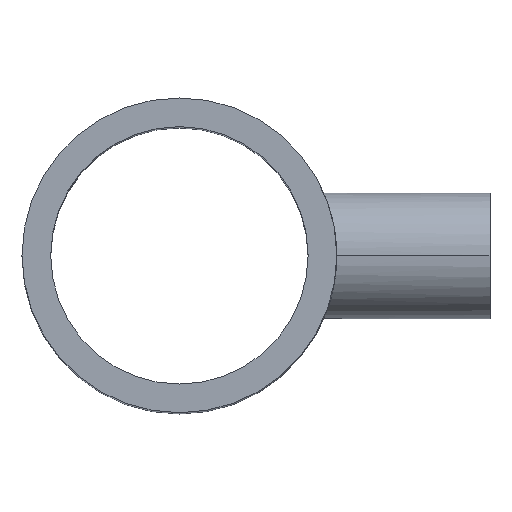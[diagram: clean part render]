
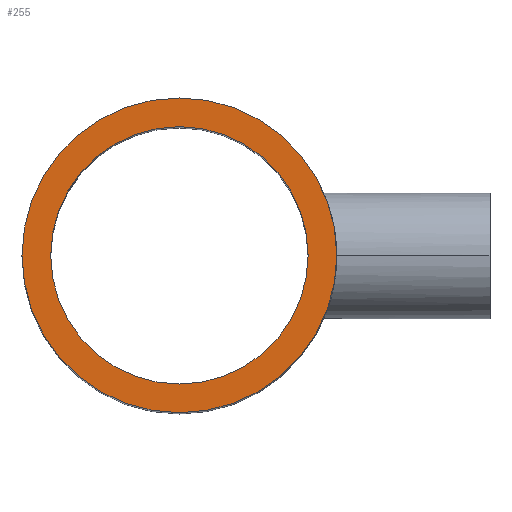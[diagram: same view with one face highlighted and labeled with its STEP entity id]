
A CAD part, top view. The second image highlights one B-rep face of the part: STEP entity #255.
In plain terms, the highlighted planar face has unit normal (0, 0, 1).
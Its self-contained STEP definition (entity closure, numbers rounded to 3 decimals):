
#23 = DIRECTION ( 'NONE',  ( 1., 0., 0. ) ) ;
#27 = DIRECTION ( 'NONE',  ( 1., 0., 0. ) ) ;
#80 = CARTESIAN_POINT ( 'NONE',  ( 0., 0., 263.5 ) ) ;
#83 = DIRECTION ( 'NONE',  ( 0., 0., 1. ) ) ;
#85 = DIRECTION ( 'NONE',  ( 0., 0., 1. ) ) ;
#109 = CARTESIAN_POINT ( 'NONE',  ( 0., 0., 263.5 ) ) ;
#122 = AXIS2_PLACEMENT_3D ( 'NONE', #109, #414, #160 ) ;
#137 = FACE_OUTER_BOUND ( 'NONE', #375, .T. ) ;
#150 = EDGE_LOOP ( 'NONE', ( #331, #667 ) ) ;
#152 = VERTEX_POINT ( 'NONE', #507 ) ;
#160 = DIRECTION ( 'NONE',  ( 1., 0., 0. ) ) ;
#183 = CARTESIAN_POINT ( 'NONE',  ( 112.5, 0., 263.5 ) ) ;
#184 = AXIS2_PLACEMENT_3D ( 'NONE', #444, #83, #647 ) ;
#199 = VERTEX_POINT ( 'NONE', #183 ) ;
#213 = AXIS2_PLACEMENT_3D ( 'NONE', #80, #594, #330 ) ;
#222 = PLANE ( 'NONE',  #306 ) ;
#234 = CARTESIAN_POINT ( 'NONE',  ( 0., 0., 263.5 ) ) ;
#249 = EDGE_CURVE ( 'NONE', #152, #624, #457, .T. ) ;
#255 = ADVANCED_FACE ( 'NONE', ( #137, #344 ), #222, .T. ) ;
#271 = CIRCLE ( 'NONE', #471, 112.5 ) ;
#286 = EDGE_CURVE ( 'NONE', #199, #616, #363, .T. ) ;
#305 = EDGE_CURVE ( 'NONE', #624, #152, #642, .T. ) ;
#306 = AXIS2_PLACEMENT_3D ( 'NONE', #234, #85, #23 ) ;
#330 = DIRECTION ( 'NONE',  ( 1., 0., 0. ) ) ;
#331 = ORIENTED_EDGE ( 'NONE', *, *, #249, .F. ) ;
#344 = FACE_BOUND ( 'NONE', #150, .T. ) ;
#363 = CIRCLE ( 'NONE', #213, 112.5 ) ;
#375 = EDGE_LOOP ( 'NONE', ( #412, #627 ) ) ;
#400 = CARTESIAN_POINT ( 'NONE',  ( -112.5, 0., 263.5 ) ) ;
#412 = ORIENTED_EDGE ( 'NONE', *, *, #585, .T. ) ;
#414 = DIRECTION ( 'NONE',  ( 0., 0., 1. ) ) ;
#444 = CARTESIAN_POINT ( 'NONE',  ( 0., 0., 263.5 ) ) ;
#457 = CIRCLE ( 'NONE', #184, 92. ) ;
#459 = CARTESIAN_POINT ( 'NONE',  ( 0., 0., 263.5 ) ) ;
#471 = AXIS2_PLACEMENT_3D ( 'NONE', #459, #668, #27 ) ;
#507 = CARTESIAN_POINT ( 'NONE',  ( -92., 0., 263.5 ) ) ;
#552 = CARTESIAN_POINT ( 'NONE',  ( 92., 0., 263.5 ) ) ;
#585 = EDGE_CURVE ( 'NONE', #616, #199, #271, .T. ) ;
#594 = DIRECTION ( 'NONE',  ( 0., 0., 1. ) ) ;
#616 = VERTEX_POINT ( 'NONE', #400 ) ;
#624 = VERTEX_POINT ( 'NONE', #552 ) ;
#627 = ORIENTED_EDGE ( 'NONE', *, *, #286, .T. ) ;
#642 = CIRCLE ( 'NONE', #122, 92. ) ;
#647 = DIRECTION ( 'NONE',  ( 1., 0., 0. ) ) ;
#667 = ORIENTED_EDGE ( 'NONE', *, *, #305, .F. ) ;
#668 = DIRECTION ( 'NONE',  ( 0., 0., 1. ) ) ;
